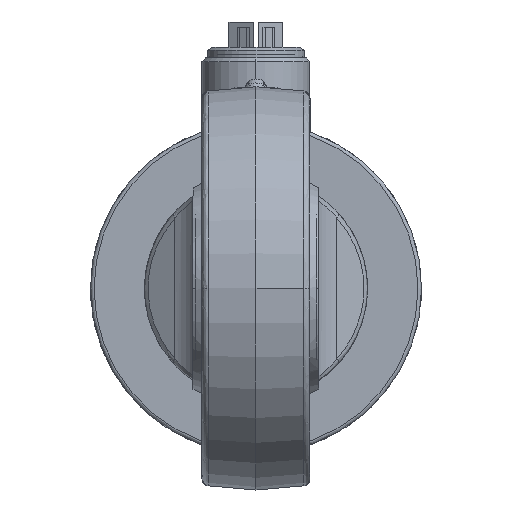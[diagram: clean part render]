
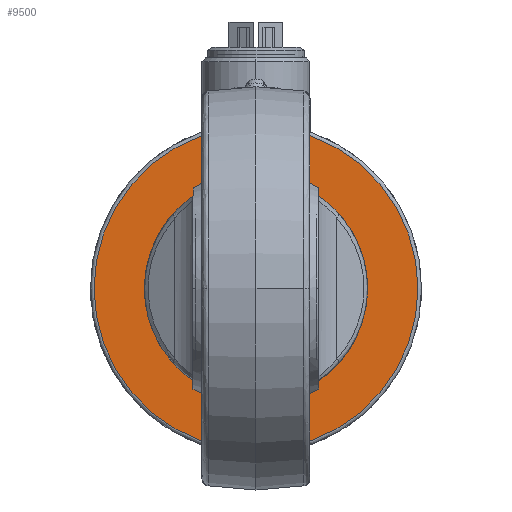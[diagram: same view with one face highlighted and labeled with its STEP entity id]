
A CAD part, left-side view. The second image highlights one B-rep face of the part: STEP entity #9500.
In plain terms, the highlighted planar face has unit normal (-1, 0, 0).
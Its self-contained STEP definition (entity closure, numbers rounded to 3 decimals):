
#159 = CIRCLE ( 'NONE', #11222, 3. ) ;
#851 = CARTESIAN_POINT ( 'NONE',  ( -28., 0., 0. ) ) ;
#977 = DIRECTION ( 'NONE',  ( 0., 0., 1. ) ) ;
#2001 = CIRCLE ( 'NONE', #5174, 45. ) ;
#2088 = EDGE_CURVE ( 'NONE', #3223, #5523, #6877, .T. ) ;
#2329 = EDGE_CURVE ( 'NONE', #19302, #11507, #11003, .T. ) ;
#2642 = FACE_OUTER_BOUND ( 'NONE', #16821, .T. ) ;
#3042 = ORIENTED_EDGE ( 'NONE', *, *, #2329, .T. ) ;
#3223 = VERTEX_POINT ( 'NONE', #6651 ) ;
#3622 = CARTESIAN_POINT ( 'NONE',  ( -28., 0., 0. ) ) ;
#4047 = ORIENTED_EDGE ( 'NONE', *, *, #8040, .T. ) ;
#5174 = AXIS2_PLACEMENT_3D ( 'NONE', #3622, #17057, #18631 ) ;
#5523 = VERTEX_POINT ( 'NONE', #16048 ) ;
#6127 = EDGE_CURVE ( 'NONE', #11507, #19302, #2001, .T. ) ;
#6651 = CARTESIAN_POINT ( 'NONE',  ( -28., 0., 3. ) ) ;
#6877 = CIRCLE ( 'NONE', #15075, 3. ) ;
#8040 = EDGE_CURVE ( 'NONE', #5523, #3223, #159, .T. ) ;
#8314 = CARTESIAN_POINT ( 'NONE',  ( -28., 0., 0. ) ) ;
#8794 = FACE_BOUND ( 'NONE', #12552, .T. ) ;
#9500 = ADVANCED_FACE ( 'NONE', ( #2642, #8794 ), #16178, .T. ) ;
#9877 = DIRECTION ( 'NONE',  ( 1., 0., 0. ) ) ;
#10077 = DIRECTION ( 'NONE',  ( -1., 0., 0. ) ) ;
#10367 = CARTESIAN_POINT ( 'NONE',  ( -28., 0., 45. ) ) ;
#11003 = CIRCLE ( 'NONE', #14150, 45. ) ;
#11074 = DIRECTION ( 'NONE',  ( 0., 0., -1. ) ) ;
#11186 = DIRECTION ( 'NONE',  ( 0., 0., -1. ) ) ;
#11222 = AXIS2_PLACEMENT_3D ( 'NONE', #8314, #15810, #11186 ) ;
#11360 = CARTESIAN_POINT ( 'NONE',  ( -28., 0., 0. ) ) ;
#11507 = VERTEX_POINT ( 'NONE', #15765 ) ;
#12328 = ORIENTED_EDGE ( 'NONE', *, *, #2088, .T. ) ;
#12552 = EDGE_LOOP ( 'NONE', ( #4047, #12328 ) ) ;
#13961 = AXIS2_PLACEMENT_3D ( 'NONE', #10367, #10077, #977 ) ;
#14150 = AXIS2_PLACEMENT_3D ( 'NONE', #851, #15578, #18546 ) ;
#14838 = CARTESIAN_POINT ( 'NONE',  ( -28., 0., -45. ) ) ;
#15075 = AXIS2_PLACEMENT_3D ( 'NONE', #11360, #9877, #11074 ) ;
#15578 = DIRECTION ( 'NONE',  ( -1., 0., 0. ) ) ;
#15765 = CARTESIAN_POINT ( 'NONE',  ( -28., 0., 45. ) ) ;
#15780 = ORIENTED_EDGE ( 'NONE', *, *, #6127, .T. ) ;
#15810 = DIRECTION ( 'NONE',  ( 1., 0., 0. ) ) ;
#16048 = CARTESIAN_POINT ( 'NONE',  ( -28., 0., -3. ) ) ;
#16178 = PLANE ( 'NONE',  #13961 ) ;
#16821 = EDGE_LOOP ( 'NONE', ( #15780, #3042 ) ) ;
#17057 = DIRECTION ( 'NONE',  ( -1., 0., 0. ) ) ;
#18546 = DIRECTION ( 'NONE',  ( 0., 0., 1. ) ) ;
#18631 = DIRECTION ( 'NONE',  ( 0., 0., 1. ) ) ;
#19302 = VERTEX_POINT ( 'NONE', #14838 ) ;
